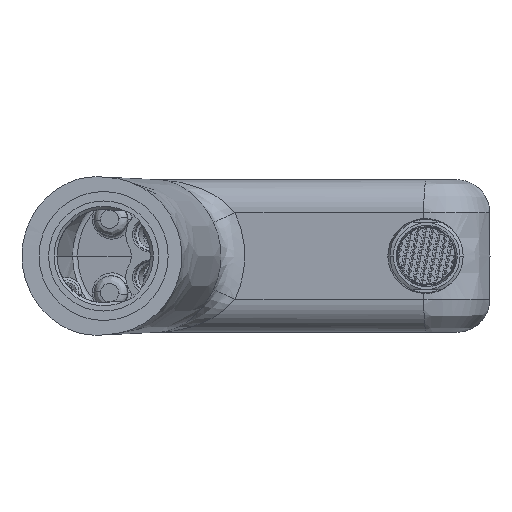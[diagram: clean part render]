
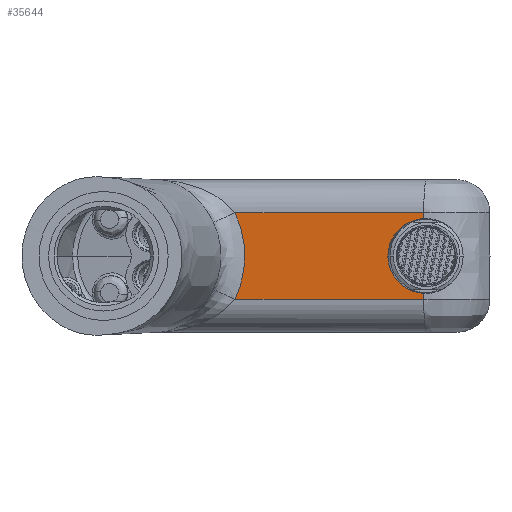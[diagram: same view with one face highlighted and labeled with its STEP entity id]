
A CAD part, front view. The second image highlights one B-rep face of the part: STEP entity #35644.
In plain terms, the highlighted planar face has unit normal (-0.087, -0.996, 0).
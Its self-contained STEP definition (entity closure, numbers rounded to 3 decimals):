
#1835 = VERTEX_POINT ( 'NONE', #45750 ) ;
#3936 = CARTESIAN_POINT ( 'NONE',  ( -34.7, 82.699, 6.915 ) ) ;
#4321 = CARTESIAN_POINT ( 'NONE',  ( -16.607, 81.116, -14.197 ) ) ;
#4718 = VERTEX_POINT ( 'NONE', #61884 ) ;
#5487 = CARTESIAN_POINT ( 'NONE',  ( 24.565, 77.514, 12.233 ) ) ;
#7001 = CARTESIAN_POINT ( 'NONE',  ( -34.165, 82.652, 3.734 ) ) ;
#9729 = VERTEX_POINT ( 'NONE', #84310 ) ;
#12137 = CARTESIAN_POINT ( 'NONE',  ( 3.979, 79.315, -14.213 ) ) ;
#13287 = CARTESIAN_POINT ( 'NONE',  ( -35.295, 82.751, -9.582 ) ) ;
#13431 = DIRECTION ( 'NONE',  ( 0., 0., -1. ) ) ;
#13694 = ORIENTED_EDGE ( 'NONE', *, *, #60578, .F. ) ;
#13796 = CARTESIAN_POINT ( 'NONE',  ( -34.134, 82.65, -3.488 ) ) ;
#14318 = CARTESIAN_POINT ( 'NONE',  ( 12.832, 78.541, 0. ) ) ;
#19569 = CARTESIAN_POINT ( 'NONE',  ( -34.794, 82.708, 7.339 ) ) ;
#19773 = CARTESIAN_POINT ( 'NONE',  ( -304.16, 106.274, 13.974 ) ) ;
#20990 = CARTESIAN_POINT ( 'NONE',  ( 24.565, 77.514, -14.229 ) ) ;
#21122 = CARTESIAN_POINT ( 'NONE',  ( 12.832, 78.541, 6.877 ) ) ;
#21622 = CARTESIAN_POINT ( 'NONE',  ( -34.047, 82.642, 2.633 ) ) ;
#21964 = CARTESIAN_POINT ( 'NONE',  ( 24.565, 77.514, 30. ) ) ;
#22643 = CARTESIAN_POINT ( 'NONE',  ( -36.113, 82.823, -11.942 ) ) ;
#23224 = CARTESIAN_POINT ( 'NONE',  ( 17.619, 78.122, -11.867 ) ) ;
#24249 = CARTESIAN_POINT ( 'NONE',  ( 12.832, 78.541, -6.877 ) ) ;
#27303 = DIRECTION ( 'NONE',  ( -0.996, 0.087, 0. ) ) ;
#27372 = CARTESIAN_POINT ( 'NONE',  ( -37.193, 82.917, 14.181 ) ) ;
#27810 = CARTESIAN_POINT ( 'NONE',  ( -64.948, 85.346, 30. ) ) ;
#28599 = CARTESIAN_POINT ( 'NONE',  ( 24.565, 77.514, -12.233 ) ) ;
#29927 = CARTESIAN_POINT ( 'NONE',  ( -34.229, 82.658, 4.255 ) ) ;
#30441 = CARTESIAN_POINT ( 'NONE',  ( -34.139, 82.65, 3.511 ) ) ;
#30953 = CARTESIAN_POINT ( 'NONE',  ( -34.123, 82.649, 3.361 ) ) ;
#34616 = ORIENTED_EDGE ( 'NONE', *, *, #99532, .F. ) ;
#35644 = ADVANCED_FACE ( 'NONE', ( #67383 ), #66861, .F. ) ;
#35697 = CARTESIAN_POINT ( 'NONE',  ( -34.687, 82.698, 6.854 ) ) ;
#36273 = ORIENTED_EDGE ( 'NONE', *, *, #43854, .T. ) ;
#36348 = LINE ( 'NONE', #77432, #44773 ) ;
#38248 = CARTESIAN_POINT ( 'NONE',  ( -34.048, 82.642, -2.633 ) ) ;
#38510 = CARTESIAN_POINT ( 'NONE',  ( 24.565, 77.514, -14.229 ) ) ;
#38768 = CARTESIAN_POINT ( 'NONE',  ( -33.98, 82.636, 1.769 ) ) ;
#39285 = CARTESIAN_POINT ( 'NONE',  ( -33.942, 82.633, -0.788 ) ) ;
#40043 = EDGE_CURVE ( 'NONE', #9729, #57159, #84444, .T. ) ;
#43854 = EDGE_CURVE ( 'NONE', #4718, #61992, #100738, .T. ) ;
#44536 = CARTESIAN_POINT ( 'NONE',  ( -35.215, 82.744, 9.016 ) ) ;
#44631 = VERTEX_POINT ( 'NONE', #74821 ) ;
#44773 = VECTOR ( 'NONE', #13431, 1000. ) ;
#45130 = B_SPLINE_CURVE_WITH_KNOTS ( 'NONE', 3,
 ( #27372, #90858, #50805, #44536, #76264, #19569, #75236, #3936, #35697, #78306, #46574, #69995, #101749, #29927, #7001, #30441, #30953, #94434, #21622, #38768, #94949, #62194, #92913, #39285, #93929, #38248, #86128, #54381, #13796, #85622, #52851, #53361, #102266, #77286, #70516, #63219, #62702, #69491, #13287, #22643, #84604 ),
 .UNSPECIFIED., .F., .F.,
 ( 4, 1, 1, 1, 1, 1, 1, 2, 2, 1, 1, 1, 2, 2, 1, 2, 2, 1, 1, 2, 2, 1, 1, 1, 1, 1, 2, 2, 4 ),
 ( 0., 0.125, 0.187, 0.219, 0.234, 0.242, 0.246, 0.248, 0.25, 0.312, 0.344, 0.359, 0.367, 0.375, 0.437, 0.469, 0.5, 0.562, 0.594, 0.609, 0.625, 0.688, 0.719, 0.734, 0.742, 0.746, 0.748, 0.75, 1. ),
 .UNSPECIFIED. ) ;
#45750 = CARTESIAN_POINT ( 'NONE',  ( -37.193, 82.917, 14.181 ) ) ;
#46574 = CARTESIAN_POINT ( 'NONE',  ( -34.673, 82.697, 6.792 ) ) ;
#49991 = AXIS2_PLACEMENT_3D ( 'NONE', #27810, #98601, #27303 ) ;
#50407 = VECTOR ( 'NONE', #66122, 1000. ) ;
#50805 = CARTESIAN_POINT ( 'NONE',  ( -35.888, 82.803, 11.204 ) ) ;
#52851 = CARTESIAN_POINT ( 'NONE',  ( -34.344, 82.668, -5.085 ) ) ;
#53361 = CARTESIAN_POINT ( 'NONE',  ( -34.53, 82.684, -6.096 ) ) ;
#53717 = DIRECTION ( 'NONE',  ( 0., 0., -1. ) ) ;
#54381 = CARTESIAN_POINT ( 'NONE',  ( -34.119, 82.648, -3.347 ) ) ;
#55980 = ORIENTED_EDGE ( 'NONE', *, *, #63257, .T. ) ;
#55989 = CARTESIAN_POINT ( 'NONE',  ( 12.832, 78.541, 0. ) ) ;
#57159 = VERTEX_POINT ( 'NONE', #38510 ) ;
#59304 = LINE ( 'NONE', #19773, #50407 ) ;
#60578 = EDGE_CURVE ( 'NONE', #44631, #61992, #36348, .T. ) ;
#61884 = CARTESIAN_POINT ( 'NONE',  ( 12.832, 78.541, 0. ) ) ;
#61992 = VERTEX_POINT ( 'NONE', #71126 ) ;
#62194 = CARTESIAN_POINT ( 'NONE',  ( -33.938, 82.633, 0.342 ) ) ;
#62702 = CARTESIAN_POINT ( 'NONE',  ( -34.733, 82.702, -7.067 ) ) ;
#63219 = CARTESIAN_POINT ( 'NONE',  ( -34.725, 82.702, -7.031 ) ) ;
#63257 = EDGE_CURVE ( 'NONE', #1835, #75608, #45130, .T. ) ;
#66122 = DIRECTION ( 'NONE',  ( 0.996, -0.087, 0.001 ) ) ;
#66861 = PLANE ( 'NONE',  #49991 ) ;
#67383 = FACE_OUTER_BOUND ( 'NONE', #86686, .T. ) ;
#69491 = CARTESIAN_POINT ( 'NONE',  ( -34.737, 82.703, -7.084 ) ) ;
#69743 = ORIENTED_EDGE ( 'NONE', *, *, #76145, .F. ) ;
#69995 = CARTESIAN_POINT ( 'NONE',  ( -34.544, 82.686, 6.183 ) ) ;
#70009 = CARTESIAN_POINT ( 'NONE',  ( 17.619, 78.122, 11.867 ) ) ;
#70047 = B_SPLINE_CURVE_WITH_KNOTS ( 'NONE', 3,
 ( #20990, #12137, #4321, #98545 ),
 .UNSPECIFIED., .F., .F.,
 ( 4, 4 ),
 ( 0., 1. ),
 .UNSPECIFIED. ) ;
#70516 = CARTESIAN_POINT ( 'NONE',  ( -34.713, 82.7, -6.977 ) ) ;
#71126 = CARTESIAN_POINT ( 'NONE',  ( 24.565, 77.514, 12.233 ) ) ;
#71530 = CARTESIAN_POINT ( 'NONE',  ( -37.193, 82.917, -14.181 ) ) ;
#74821 = CARTESIAN_POINT ( 'NONE',  ( 24.565, 77.514, 14.229 ) ) ;
#75236 = CARTESIAN_POINT ( 'NONE',  ( -34.731, 82.702, 7.057 ) ) ;
#75608 = VERTEX_POINT ( 'NONE', #71530 ) ;
#76145 = EDGE_CURVE ( 'NONE', #57159, #75608, #70047, .T. ) ;
#76264 = CARTESIAN_POINT ( 'NONE',  ( -34.927, 82.719, 7.901 ) ) ;
#77286 = CARTESIAN_POINT ( 'NONE',  ( -34.686, 82.698, -6.852 ) ) ;
#77432 = CARTESIAN_POINT ( 'NONE',  ( 24.565, 77.514, 30. ) ) ;
#78306 = CARTESIAN_POINT ( 'NONE',  ( -34.678, 82.697, 6.814 ) ) ;
#84310 = CARTESIAN_POINT ( 'NONE',  ( 24.565, 77.514, -12.233 ) ) ;
#84444 = LINE ( 'NONE', #21964, #91790 ) ;
#84604 = CARTESIAN_POINT ( 'NONE',  ( -37.193, 82.917, -14.181 ) ) ;
#85622 = CARTESIAN_POINT ( 'NONE',  ( -34.219, 82.657, -4.215 ) ) ;
#86128 = CARTESIAN_POINT ( 'NONE',  ( -34.089, 82.646, -3.061 ) ) ;
#86686 = EDGE_LOOP ( 'NONE', ( #95858, #93168, #36273, #13694, #34616, #55980, #69743 ) ) ;
#90858 = CARTESIAN_POINT ( 'NONE',  ( -36.628, 82.868, 13.009 ) ) ;
#91790 = VECTOR ( 'NONE', #53717, 1000. ) ;
#92913 = CARTESIAN_POINT ( 'NONE',  ( -33.936, 82.632, 0.056 ) ) ;
#93168 = ORIENTED_EDGE ( 'NONE', *, *, #99847, .T. ) ;
#93929 = CARTESIAN_POINT ( 'NONE',  ( -33.972, 82.636, -1.636 ) ) ;
#94434 = CARTESIAN_POINT ( 'NONE',  ( -34.114, 82.648, 3.285 ) ) ;
#94949 = CARTESIAN_POINT ( 'NONE',  ( -33.95, 82.634, 0.912 ) ) ;
#95858 = ORIENTED_EDGE ( 'NONE', *, *, #40043, .F. ) ;
#98545 = CARTESIAN_POINT ( 'NONE',  ( -37.193, 82.917, -14.181 ) ) ;
#98601 = DIRECTION ( 'NONE',  ( 0.087, 0.996, 0. ) ) ;
#98760 =( BOUNDED_CURVE ( )  B_SPLINE_CURVE ( 3, ( #28599, #23224, #24249, #55989 ),
 .UNSPECIFIED., .F., .F. ) 
 B_SPLINE_CURVE_WITH_KNOTS ( ( 4, 4 ),
 ( 4.766, 6.283 ),
 .UNSPECIFIED. ) 
 CURVE ( )  GEOMETRIC_REPRESENTATION_ITEM ( )  RATIONAL_B_SPLINE_CURVE ( ( 1., 0.817, 0.817, 1. ) ) 
 REPRESENTATION_ITEM ( '' )  );
#99532 = EDGE_CURVE ( 'NONE', #1835, #44631, #59304, .T. ) ;
#99847 = EDGE_CURVE ( 'NONE', #9729, #4718, #98760, .T. ) ;
#100738 =( BOUNDED_CURVE ( )  B_SPLINE_CURVE ( 3, ( #14318, #21122, #70009, #5487 ),
 .UNSPECIFIED., .F., .F. ) 
 B_SPLINE_CURVE_WITH_KNOTS ( ( 4, 4 ),
 ( 0., 1.518 ),
 .UNSPECIFIED. ) 
 CURVE ( )  GEOMETRIC_REPRESENTATION_ITEM ( )  RATIONAL_B_SPLINE_CURVE ( ( 1., 0.817, 0.817, 1. ) ) 
 REPRESENTATION_ITEM ( '' )  );
#101749 = CARTESIAN_POINT ( 'NONE',  ( -34.38, 82.671, 5.295 ) ) ;
#102266 = CARTESIAN_POINT ( 'NONE',  ( -34.632, 82.693, -6.6 ) ) ;
